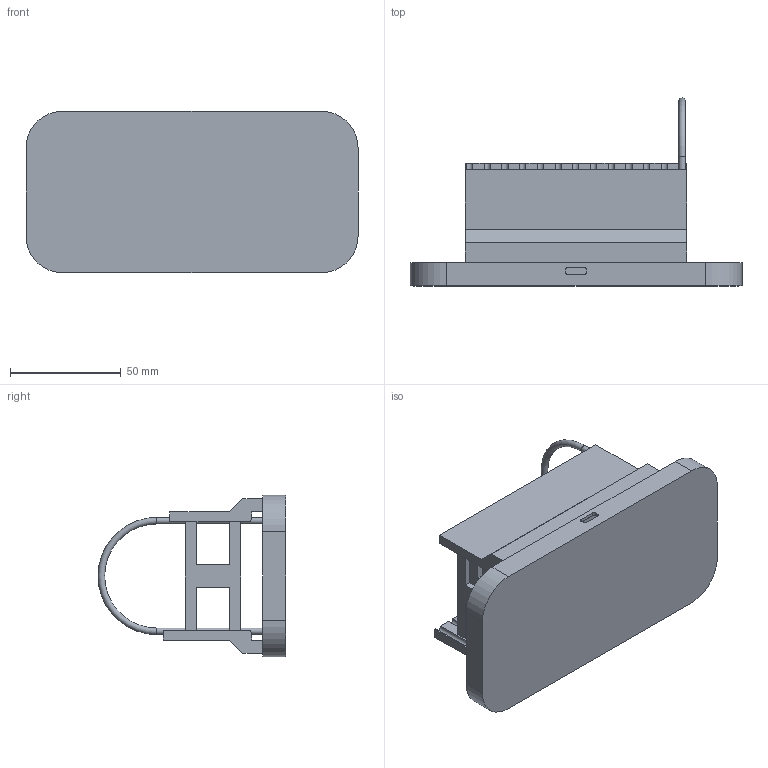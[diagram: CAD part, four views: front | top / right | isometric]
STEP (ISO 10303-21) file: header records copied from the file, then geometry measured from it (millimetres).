
FILE_DESCRIPTION(/* description */ (''),/* implementation_level */ '2;1');
FILE_NAME(/* name */ 'bbWiFibre v16.step',/* time_stamp */ '2025-07-26T09:50:00+08:00',/* author */ (''),/* organization */ (''),/* preprocessor_version */ 'ST-DEVELOPER v20.1',/* originating_system */ 'Autodesk Translation Framework v14.10.0.0',/* authorisation */ '');
FILE_SCHEMA (('AUTOMOTIVE_DESIGN { 1 0 10303 214 3 1 1 }'));
Length unit declared in the file: millimetre
Products named in the file (4): bbWiFibre; Shell; Fibre; Cover
Assembly tree (3 placements, depth 2):
  bbWiFibre
    Shell
    Fibre
    Cover
Bounding box: 150 x 84.91 x 73 mm (x, y, z)
Volume: 112231.6 mm3; surface area: 98991.7 mm2
Topology: 4 solids, 4 shells, 524 faces, 1563 edges, 1042 vertices
Faces by surface type: plane 314, bspline 111, cylinder 98, torus 1
Full cylindrical faces by diameter (mm): 2.529 x2, 3 x28, 3.086 x2, 6 x2
Entity records: 20331 total; most frequent: CARTESIAN_POINT 6478, ORIENTED_EDGE 3126, DIRECTION 2370, EDGE_CURVE 1563, LINE 1082, VECTOR 1082, VERTEX_POINT 1042, AXIS2_PLACEMENT_3D 644
